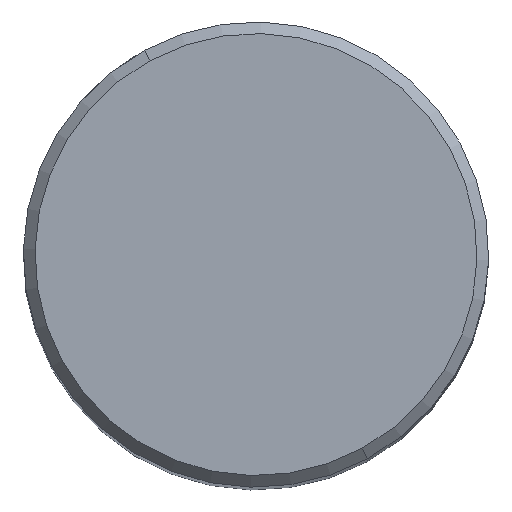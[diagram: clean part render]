
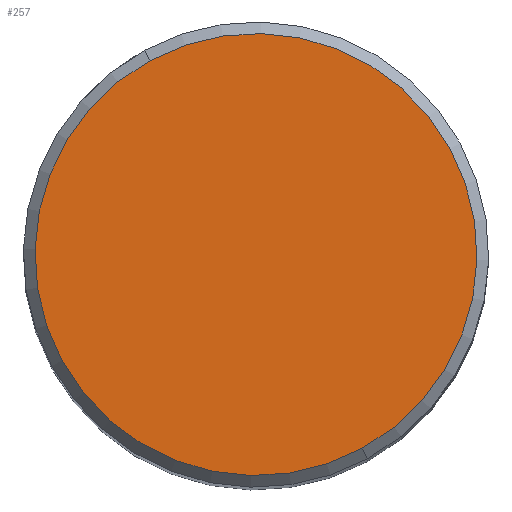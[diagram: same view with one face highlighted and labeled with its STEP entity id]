
A CAD part, top view. The second image highlights one B-rep face of the part: STEP entity #257.
In plain terms, the highlighted planar face has unit normal (0, 0, 1).
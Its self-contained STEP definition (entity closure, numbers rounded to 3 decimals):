
#234=CARTESIAN_POINT('Axis2P3D Location',(0.,2.,14.)) ;
#239=CARTESIAN_POINT('Axis2P3D Location',(0.,0.,14.)) ;
#243=CARTESIAN_POINT('Vertex',(0.911,-1.667,14.)) ;
#245=CARTESIAN_POINT('Vertex',(-0.911,1.667,14.)) ;
#248=CARTESIAN_POINT('Axis2P3D Location',(0.,0.,14.)) ;
#235=DIRECTION('Axis2P3D Direction',(0.,0.,1.)) ;
#236=DIRECTION('Axis2P3D XDirection',(1.,0.,0.)) ;
#240=DIRECTION('Axis2P3D Direction',(0.,0.,1.)) ;
#249=DIRECTION('Axis2P3D Direction',(0.,0.,1.)) ;
#237=AXIS2_PLACEMENT_3D('Plane Axis2P3D',#234,#235,#236) ;
#241=AXIS2_PLACEMENT_3D('Circle Axis2P3D',#239,#240,$) ;
#250=AXIS2_PLACEMENT_3D('Circle Axis2P3D',#248,#249,$) ;
#254=ORIENTED_EDGE('',*,*,#247,.T.) ;
#255=ORIENTED_EDGE('',*,*,#252,.T.) ;
#257=ADVANCED_FACE('Corps principal',(#256),#238,.T.) ;
#242=CIRCLE('generated circle',#241,1.9) ;
#251=CIRCLE('generated circle',#250,1.9) ;
#247=EDGE_CURVE('',#244,#246,#242,.T.) ;
#252=EDGE_CURVE('',#246,#244,#251,.T.) ;
#253=EDGE_LOOP('',(#254,#255)) ;
#256=FACE_OUTER_BOUND('',#253,.T.) ;
#238=PLANE('',#237) ;
#244=VERTEX_POINT('',#243) ;
#246=VERTEX_POINT('',#245) ;
